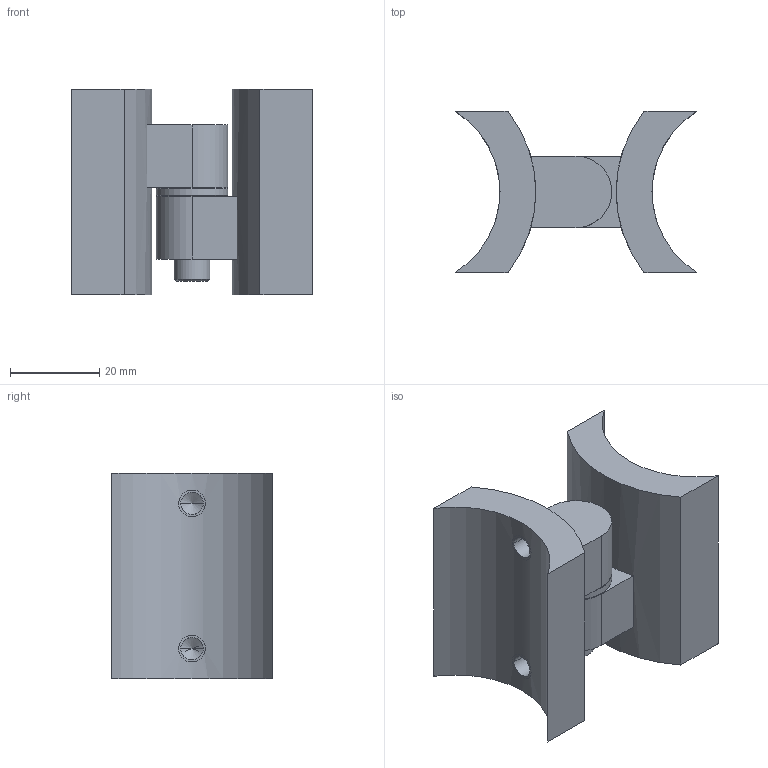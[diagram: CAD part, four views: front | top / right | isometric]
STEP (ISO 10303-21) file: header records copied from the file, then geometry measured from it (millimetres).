
FILE_DESCRIPTION((''),'2;1');
FILE_NAME('CN9500300','2022-02-03T14:23:43',('Gogel'),('Gerresheimer Regensburg GmbH'),'CREO PARAMETRIC BY PTC INC, 2018420','CREO PARAMETRIC BY PTC INC, 2018420','');
FILE_SCHEMA(('AUTOMOTIVE_DESIGN { 1 0 10303 214 1 1 1 1 }'));
Length unit declared in the file: millimetre
Products named in the file (1): CN9500300
Bounding box: 54 x 36 x 46 mm (x, y, z)
Volume: 36815.6 mm3; surface area: 14729.9 mm2
Topology: 2 solids, 6 shells, 67 faces, 156 edges, 98 vertices
Faces by surface type: cylinder 30, plane 23, cone 14
Entity records: 2489 total; most frequent: CARTESIAN_POINT 640, DIRECTION 370, ORIENTED_EDGE 280, EDGE_CURVE 148, AXIS2_PLACEMENT_3D 146, VERTEX_POINT 98, EDGE_LOOP 82, VECTOR 75
